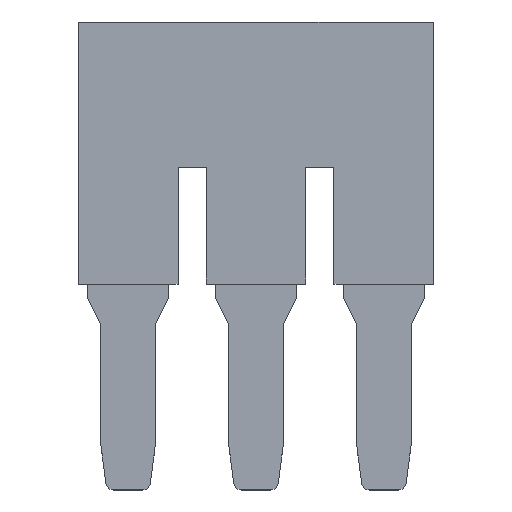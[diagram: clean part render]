
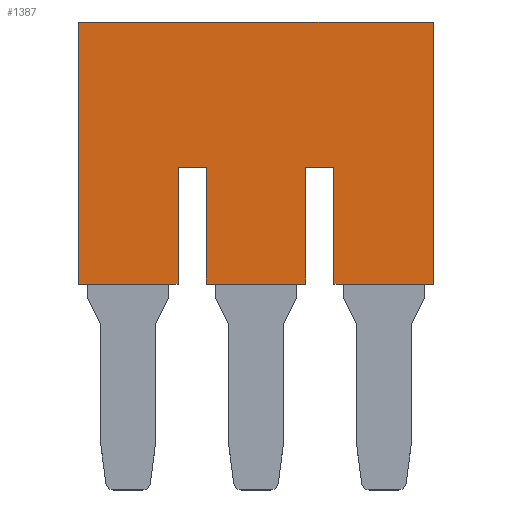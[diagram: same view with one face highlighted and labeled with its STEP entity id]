
A CAD part, top view. The second image highlights one B-rep face of the part: STEP entity #1387.
In plain terms, the highlighted planar face has unit normal (0, 0, 1).
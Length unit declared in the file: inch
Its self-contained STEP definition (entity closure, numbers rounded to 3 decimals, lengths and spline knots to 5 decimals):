
#153=DIRECTION('',(1.,0.,0.));
#154=VECTOR('',#153,1.80001);
#155=CARTESIAN_POINT('',(-6.78104,10.15258,1.6));
#156=LINE('',#155,#154);
#157=DIRECTION('',(0.,1.,0.));
#158=VECTOR('',#157,7.50003);
#159=CARTESIAN_POINT('',(-6.78104,2.65255,1.6));
#160=LINE('',#159,#158);
#161=DIRECTION('',(1.,0.,0.));
#162=VECTOR('',#161,6.40003);
#163=CARTESIAN_POINT('',(-13.18107,2.65255,1.6));
#164=LINE('',#163,#162);
#165=DIRECTION('',(0.,-1.,0.));
#166=VECTOR('',#165,16.80007);
#167=CARTESIAN_POINT('',(-13.18107,19.45262,1.6));
#168=LINE('',#167,#166);
#169=DIRECTION('',(-1.,0.,0.));
#170=VECTOR('',#169,14.60006);
#171=CARTESIAN_POINT('',(1.41899,19.45262,1.6));
#172=LINE('',#171,#170);
#173=DIRECTION('',(-1.,0.,0.));
#174=VECTOR('',#173,8.20003);
#175=CARTESIAN_POINT('',(9.61902,19.45262,1.6));
#176=LINE('',#175,#174);
#177=DIRECTION('',(0.,1.,0.));
#178=VECTOR('',#177,16.80007);
#179=CARTESIAN_POINT('',(9.61902,2.65255,1.6));
#180=LINE('',#179,#178);
#181=DIRECTION('',(1.,0.,0.));
#182=VECTOR('',#181,6.40003);
#183=CARTESIAN_POINT('',(3.219,2.65255,1.6));
#184=LINE('',#183,#182);
#185=DIRECTION('',(0.,-1.,0.));
#186=VECTOR('',#185,7.50003);
#187=CARTESIAN_POINT('',(3.219,10.15258,1.6));
#188=LINE('',#187,#186);
#189=DIRECTION('',(1.,0.,0.));
#190=VECTOR('',#189,1.80001);
#191=CARTESIAN_POINT('',(1.41899,10.15258,1.6));
#192=LINE('',#191,#190);
#193=DIRECTION('',(0.,1.,0.));
#194=VECTOR('',#193,7.50003);
#195=CARTESIAN_POINT('',(1.41899,2.65255,1.6));
#196=LINE('',#195,#194);
#197=DIRECTION('',(1.,0.,0.));
#198=VECTOR('',#197,6.40003);
#199=CARTESIAN_POINT('',(-4.98104,2.65255,1.6));
#200=LINE('',#199,#198);
#201=DIRECTION('',(0.,-1.,0.));
#202=VECTOR('',#201,7.50003);
#203=CARTESIAN_POINT('',(-4.98104,10.15258,1.6));
#204=LINE('',#203,#202);
#879=CARTESIAN_POINT('',(-6.78104,10.15258,1.6));
#880=CARTESIAN_POINT('',(-4.98104,10.15258,1.6));
#881=VERTEX_POINT('',#879);
#882=VERTEX_POINT('',#880);
#883=CARTESIAN_POINT('',(-4.98104,2.65255,1.6));
#884=VERTEX_POINT('',#883);
#885=CARTESIAN_POINT('',(1.41899,2.65255,1.6));
#886=VERTEX_POINT('',#885);
#887=CARTESIAN_POINT('',(1.41899,10.15258,1.6));
#888=VERTEX_POINT('',#887);
#889=CARTESIAN_POINT('',(3.219,10.15258,1.6));
#890=VERTEX_POINT('',#889);
#891=CARTESIAN_POINT('',(3.219,2.65255,1.6));
#892=VERTEX_POINT('',#891);
#893=CARTESIAN_POINT('',(9.61902,2.65255,1.6));
#894=VERTEX_POINT('',#893);
#895=CARTESIAN_POINT('',(9.61902,19.45262,1.6));
#896=VERTEX_POINT('',#895);
#897=CARTESIAN_POINT('',(1.41899,19.45262,1.6));
#898=VERTEX_POINT('',#897);
#899=CARTESIAN_POINT('',(-13.18107,19.45262,1.6));
#900=VERTEX_POINT('',#899);
#901=CARTESIAN_POINT('',(-13.18107,2.65255,1.6));
#902=VERTEX_POINT('',#901);
#903=CARTESIAN_POINT('',(-6.78104,2.65255,1.6));
#904=VERTEX_POINT('',#903);
#1367=CARTESIAN_POINT('',(0.,0.,1.6));
#1368=DIRECTION('',(0.,0.,1.));
#1369=DIRECTION('',(1.,0.,0.));
#1370=AXIS2_PLACEMENT_3D('',#1367,#1368,#1369);
#1371=PLANE('',#1370);
#1372=ORIENTED_EDGE('',*,*,#1163,.F.);
#1373=ORIENTED_EDGE('',*,*,#1178,.F.);
#1374=ORIENTED_EDGE('',*,*,#1192,.F.);
#1375=ORIENTED_EDGE('',*,*,#1216,.F.);
#1376=ORIENTED_EDGE('',*,*,#1230,.F.);
#1377=ORIENTED_EDGE('',*,*,#1244,.F.);
#1378=ORIENTED_EDGE('',*,*,#1258,.F.);
#1379=ORIENTED_EDGE('',*,*,#1272,.F.);
#1380=ORIENTED_EDGE('',*,*,#1296,.F.);
#1381=ORIENTED_EDGE('',*,*,#1310,.F.);
#1382=ORIENTED_EDGE('',*,*,#1324,.F.);
#1383=ORIENTED_EDGE('',*,*,#1338,.F.);
#1384=ORIENTED_EDGE('',*,*,#1361,.F.);
#1385=EDGE_LOOP('',(#1372,#1373,#1374,#1375,#1376,#1377,#1378,#1379,#1380,#1381,
#1382,#1383,#1384));
#1386=FACE_OUTER_BOUND('',#1385,.F.);
#1163=EDGE_CURVE('',#881,#882,#156,.T.);
#1178=EDGE_CURVE('',#904,#881,#160,.T.);
#1192=EDGE_CURVE('',#902,#904,#164,.T.);
#1216=EDGE_CURVE('',#900,#902,#168,.T.);
#1230=EDGE_CURVE('',#898,#900,#172,.T.);
#1244=EDGE_CURVE('',#896,#898,#176,.T.);
#1258=EDGE_CURVE('',#894,#896,#180,.T.);
#1272=EDGE_CURVE('',#892,#894,#184,.T.);
#1296=EDGE_CURVE('',#890,#892,#188,.T.);
#1310=EDGE_CURVE('',#888,#890,#192,.T.);
#1324=EDGE_CURVE('',#886,#888,#196,.T.);
#1338=EDGE_CURVE('',#884,#886,#200,.T.);
#1361=EDGE_CURVE('',#882,#884,#204,.T.);
#1387=ADVANCED_FACE('',(#1386),#1371,.T.);
